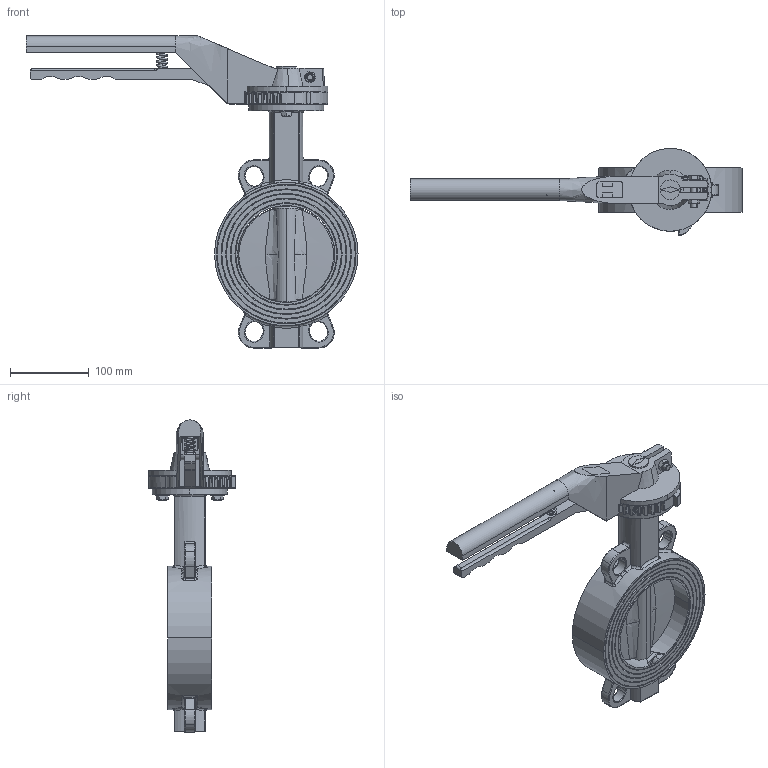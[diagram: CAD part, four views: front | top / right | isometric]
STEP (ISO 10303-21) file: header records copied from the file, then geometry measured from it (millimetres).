
FILE_DESCRIPTION(('HOOPS Exchange Step'),'2;1');
FILE_NAME('AK0813_DN125.stp','2025-08-13T13:11:32+02:00',('nieru'),('Unknown organisation'),'HOOPS Exchange 2024.2','HOOPS Exchange','Unknown authorisation');
FILE_SCHEMA( ('AP203_CONFIGURATION_CONTROLLED_3D_DESIGN_OF_MECHANICAL_PARTS_AND_ASSEMBLIES_MIM_LF') );
Length unit declared in the file: millimetre
Products named in the file (2): 0; root
Assembly tree (1 placements, depth 2):
  root
    0
Bounding box: 421 x 110.48 x 395.78 mm (x, y, z)
Volume: 1592912.4 mm3; surface area: 344941.3 mm2
Topology: 17 solids, 17 shells, 2246 faces, 5511 edges, 3318 vertices
Faces by surface type: cylinder 761, plane 708, torus 397, bspline 189, cone 106, sphere 85
Full cylindrical faces by diameter (mm): 19 x1, 19.2 x1, 26.5 x1
Entity records: 134255 total; most frequent: CARTESIAN_POINT 85305, ORIENTED_EDGE 10954, DIRECTION 9159, EDGE_CURVE 5477, AXIS2_PLACEMENT_3D 3567, VERTEX_POINT 3318, EDGE_LOOP 2367, FACE_BOUND 2367
